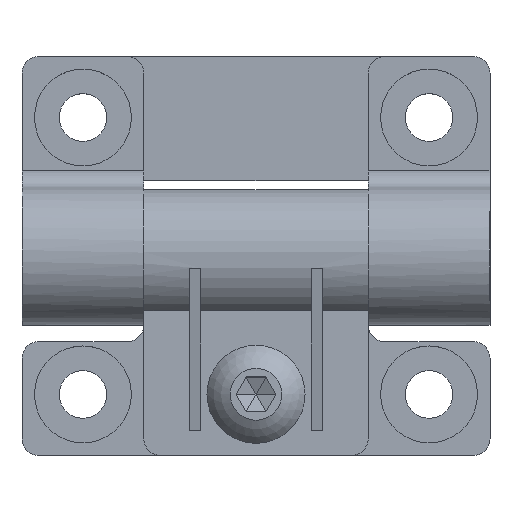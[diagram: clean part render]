
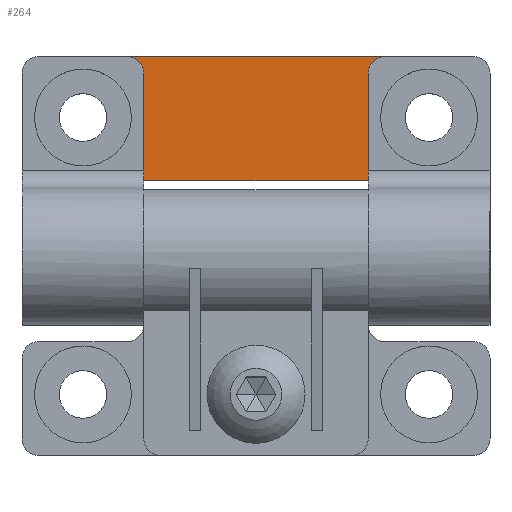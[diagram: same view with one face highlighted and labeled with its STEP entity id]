
A CAD part, top view. The second image highlights one B-rep face of the part: STEP entity #264.
In plain terms, the highlighted planar face has unit normal (0, 0, 1).
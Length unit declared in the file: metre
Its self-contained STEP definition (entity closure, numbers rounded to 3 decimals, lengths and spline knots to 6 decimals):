
#264=ADVANCED_FACE('',(#563),#564,.T.);
#563=FACE_OUTER_BOUND('',#904,.T.);
#564=PLANE('',#905);
#904=EDGE_LOOP('',(#1572,#1573,#1574,#1575,#1576,#1577));
#905=AXIS2_PLACEMENT_3D('',#1578,#1579,#1580);
#1572=ORIENTED_EDGE('',*,*,#2069,.F.);
#1573=ORIENTED_EDGE('',*,*,#2035,.T.);
#1574=ORIENTED_EDGE('',*,*,#2017,.T.);
#1575=ORIENTED_EDGE('',*,*,#1937,.T.);
#1576=ORIENTED_EDGE('',*,*,#1907,.F.);
#1577=ORIENTED_EDGE('',*,*,#2148,.T.);
#1578=CARTESIAN_POINT('',(0.0,0.0,0.004826));
#1579=DIRECTION('',(0.0,0.0,1.0));
#1580=DIRECTION('',(1.0,0.0,0.0));
#1907=EDGE_CURVE('',#2258,#2259,#2260,.T.);
#1937=EDGE_CURVE('',#2313,#2259,#2314,.F.);
#2017=EDGE_CURVE('',#2443,#2313,#2444,.T.);
#2035=EDGE_CURVE('',#2470,#2443,#2471,.T.);
#2069=EDGE_CURVE('',#2470,#2520,#2521,.T.);
#2148=EDGE_CURVE('',#2258,#2520,#2626,.F.);
#2258=VERTEX_POINT('',#2761);
#2259=VERTEX_POINT('',#2762);
#2260=LINE('',#2763,#2764);
#2313=VERTEX_POINT('',#2838);
#2314=CIRCLE('',#2839,0.001524);
#2443=VERTEX_POINT('',#3001);
#2444=LINE('',#3002,#3003);
#2470=VERTEX_POINT('',#3040);
#2471=LINE('',#3041,#3042);
#2520=VERTEX_POINT('',#3112);
#2521=LINE('',#3113,#3114);
#2626=CIRCLE('',#3259,0.001524);
#2761=CARTESIAN_POINT('',(-0.011811,0.018288,0.004826));
#2762=CARTESIAN_POINT('',(0.011811,0.018288,0.004826));
#2763=CARTESIAN_POINT('',(0.0,0.018288,0.004826));
#2764=VECTOR('',#3364,1.0);
#2838=CARTESIAN_POINT('',(0.010287,0.016764,0.004826));
#2839=AXIS2_PLACEMENT_3D('',#3398,#3399,#3400);
#3001=CARTESIAN_POINT('',(0.010287,0.006919,0.004826));
#3002=CARTESIAN_POINT('',(0.010287,0.0,0.004826));
#3003=VECTOR('',#3512,1.0);
#3040=CARTESIAN_POINT('',(-0.010287,0.006919,0.004826));
#3041=CARTESIAN_POINT('',(-0.010081,0.006919,0.004826));
#3042=VECTOR('',#3530,1.0);
#3112=CARTESIAN_POINT('',(-0.010287,0.016764,0.004826));
#3113=CARTESIAN_POINT('',(-0.010287,0.0,0.004826));
#3114=VECTOR('',#3567,1.0);
#3259=AXIS2_PLACEMENT_3D('',#3659,#3660,#3661);
#3364=DIRECTION('',(1.0,0.0,0.0));
#3398=CARTESIAN_POINT('',(0.011811,0.016764,0.004826));
#3399=DIRECTION('',(0.0,0.0,1.0));
#3400=DIRECTION('',(1.0,0.0,0.0));
#3512=DIRECTION('',(0.0,1.0,0.0));
#3530=DIRECTION('',(1.0,0.0,0.0));
#3567=DIRECTION('',(0.0,1.0,0.0));
#3659=CARTESIAN_POINT('',(-0.011811,0.016764,0.004826));
#3660=DIRECTION('',(0.0,0.0,1.0));
#3661=DIRECTION('',(1.0,0.0,0.0));
